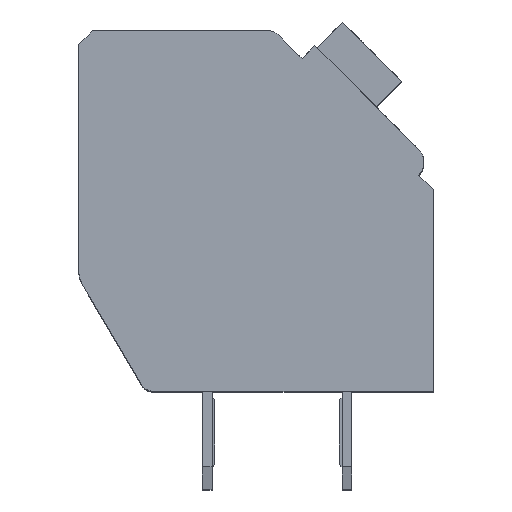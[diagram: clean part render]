
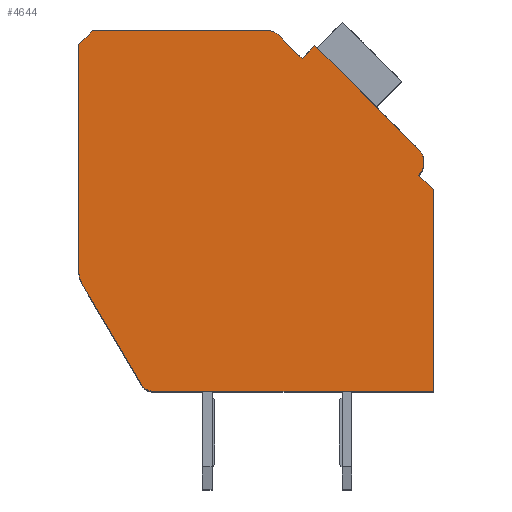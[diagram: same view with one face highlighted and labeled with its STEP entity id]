
A CAD part, top view. The second image highlights one B-rep face of the part: STEP entity #4644.
In plain terms, the highlighted planar face has unit normal (0, 0, 1).
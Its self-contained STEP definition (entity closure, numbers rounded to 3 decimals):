
#155=DIRECTION('',(0.,-1.,0.));
#156=VECTOR('',#155,8.053);
#157=CARTESIAN_POINT('',(-12.7,12.4,2.1));
#158=LINE('',#157,#156);
#159=DIRECTION('',(-0.707,-0.707,0.));
#160=VECTOR('',#159,0.707);
#161=CARTESIAN_POINT('',(-12.2,12.9,2.1));
#162=LINE('',#161,#160);
#163=DIRECTION('',(-1.,0.,0.));
#164=VECTOR('',#163,6.298);
#165=CARTESIAN_POINT('',(-5.902,12.9,2.1));
#166=LINE('',#165,#164);
#167=CARTESIAN_POINT('',(-5.902,12.4,2.1));
#168=DIRECTION('',(0.,0.,1.));
#169=DIRECTION('',(0.707,0.707,0.));
#170=AXIS2_PLACEMENT_3D('',#167,#168,#169);
#172=DIRECTION('',(-0.707,0.707,0.));
#173=VECTOR('',#172,1.197);
#174=CARTESIAN_POINT('',(-4.702,11.907,2.1));
#175=LINE('',#174,#173);
#176=DIRECTION('',(-0.707,-0.707,0.));
#177=VECTOR('',#176,0.65);
#178=CARTESIAN_POINT('',(-4.243,12.367,2.1));
#179=LINE('',#178,#177);
#180=DIRECTION('',(-0.707,0.707,0.));
#181=VECTOR('',#180,5.25);
#182=CARTESIAN_POINT('',(-0.53,8.655,2.1));
#183=LINE('',#182,#181);
#184=CARTESIAN_POINT('',(-0.99,8.195,2.1));
#185=DIRECTION('',(0.,0.,1.));
#186=DIRECTION('',(0.707,-0.707,0.));
#187=AXIS2_PLACEMENT_3D('',#184,#185,#186);
#189=DIRECTION('',(-0.707,0.707,0.));
#190=VECTOR('',#189,0.75);
#191=CARTESIAN_POINT('',(0.,7.205,2.1));
#192=LINE('',#191,#190);
#193=DIRECTION('',(0.,1.,0.));
#194=VECTOR('',#193,7.205);
#195=CARTESIAN_POINT('',(0.,0.,2.1));
#196=LINE('',#195,#194);
#197=DIRECTION('',(1.,0.,0.));
#198=VECTOR('',#197,10.014);
#199=CARTESIAN_POINT('',(-10.014,0.,2.1));
#200=LINE('',#199,#198);
#201=CARTESIAN_POINT('',(-10.014,0.5,2.1));
#202=DIRECTION('',(0.,0.,1.));
#203=DIRECTION('',(-0.862,-0.508,0.));
#204=AXIS2_PLACEMENT_3D('',#201,#202,#203);
#206=DIRECTION('',(0.508,-0.862,0.));
#207=VECTOR('',#206,4.17);
#208=CARTESIAN_POINT('',(-12.562,3.839,2.1));
#209=LINE('',#208,#207);
#210=CARTESIAN_POINT('',(-11.7,4.347,2.1));
#211=DIRECTION('',(0.,0.,1.));
#212=DIRECTION('',(-1.,0.,0.));
#213=AXIS2_PLACEMENT_3D('',#210,#211,#212);
#3440=CARTESIAN_POINT('',(-12.7,12.4,2.1));
#3441=CARTESIAN_POINT('',(-12.7,4.347,2.1));
#3442=VERTEX_POINT('',#3440);
#3443=VERTEX_POINT('',#3441);
#3444=CARTESIAN_POINT('',(-12.562,3.839,2.1));
#3445=VERTEX_POINT('',#3444);
#3446=CARTESIAN_POINT('',(-10.445,0.246,2.1));
#3447=VERTEX_POINT('',#3446);
#3448=CARTESIAN_POINT('',(-10.014,0.,2.1));
#3449=VERTEX_POINT('',#3448);
#3450=CARTESIAN_POINT('',(0.,0.,2.1));
#3451=VERTEX_POINT('',#3450);
#3452=CARTESIAN_POINT('',(0.,7.205,2.1));
#3453=VERTEX_POINT('',#3452);
#3454=CARTESIAN_POINT('',(-0.53,7.735,2.1));
#3455=VERTEX_POINT('',#3454);
#3456=CARTESIAN_POINT('',(-0.53,8.655,2.1));
#3457=VERTEX_POINT('',#3456);
#3458=CARTESIAN_POINT('',(-4.243,12.367,2.1));
#3459=VERTEX_POINT('',#3458);
#3460=CARTESIAN_POINT('',(-4.702,11.907,2.1));
#3461=VERTEX_POINT('',#3460);
#3462=CARTESIAN_POINT('',(-5.548,12.754,2.1));
#3463=VERTEX_POINT('',#3462);
#3464=CARTESIAN_POINT('',(-5.902,12.9,2.1));
#3465=VERTEX_POINT('',#3464);
#3466=CARTESIAN_POINT('',(-12.2,12.9,2.1));
#3467=VERTEX_POINT('',#3466);
#4611=CARTESIAN_POINT('',(0.,0.,2.1));
#4612=DIRECTION('',(0.,0.,1.));
#4613=DIRECTION('',(1.,0.,0.));
#4614=AXIS2_PLACEMENT_3D('',#4611,#4612,#4613);
#4615=PLANE('',#4614);
#4616=ORIENTED_EDGE('',*,*,#4502,.F.);
#4618=ORIENTED_EDGE('',*,*,#4617,.F.);
#4620=ORIENTED_EDGE('',*,*,#4619,.F.);
#4622=ORIENTED_EDGE('',*,*,#4621,.F.);
#4624=ORIENTED_EDGE('',*,*,#4623,.F.);
#4626=ORIENTED_EDGE('',*,*,#4625,.F.);
#4628=ORIENTED_EDGE('',*,*,#4627,.F.);
#4630=ORIENTED_EDGE('',*,*,#4629,.F.);
#4632=ORIENTED_EDGE('',*,*,#4631,.F.);
#4634=ORIENTED_EDGE('',*,*,#4633,.F.);
#4636=ORIENTED_EDGE('',*,*,#4635,.F.);
#4638=ORIENTED_EDGE('',*,*,#4637,.F.);
#4640=ORIENTED_EDGE('',*,*,#4639,.F.);
#4641=ORIENTED_EDGE('',*,*,#4559,.F.);
#4642=EDGE_LOOP('',(#4616,#4618,#4620,#4622,#4624,#4626,#4628,#4630,#4632,#4634,
#4636,#4638,#4640,#4641));
#4643=FACE_OUTER_BOUND('',#4642,.F.);
#171=CIRCLE('',#170,0.5);
#188=CIRCLE('',#187,0.65);
#205=CIRCLE('',#204,0.5);
#214=CIRCLE('',#213,1.);
#4502=EDGE_CURVE('',#3442,#3443,#158,.T.);
#4559=EDGE_CURVE('',#3443,#3445,#214,.T.);
#4617=EDGE_CURVE('',#3467,#3442,#162,.T.);
#4619=EDGE_CURVE('',#3465,#3467,#166,.T.);
#4621=EDGE_CURVE('',#3463,#3465,#171,.T.);
#4623=EDGE_CURVE('',#3461,#3463,#175,.T.);
#4625=EDGE_CURVE('',#3459,#3461,#179,.T.);
#4627=EDGE_CURVE('',#3457,#3459,#183,.T.);
#4629=EDGE_CURVE('',#3455,#3457,#188,.T.);
#4631=EDGE_CURVE('',#3453,#3455,#192,.T.);
#4633=EDGE_CURVE('',#3451,#3453,#196,.T.);
#4635=EDGE_CURVE('',#3449,#3451,#200,.T.);
#4637=EDGE_CURVE('',#3447,#3449,#205,.T.);
#4639=EDGE_CURVE('',#3445,#3447,#209,.T.);
#4644=ADVANCED_FACE('',(#4643),#4615,.T.);
